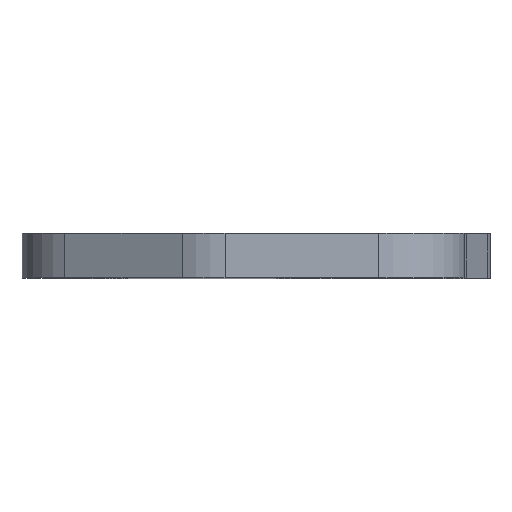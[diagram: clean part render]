
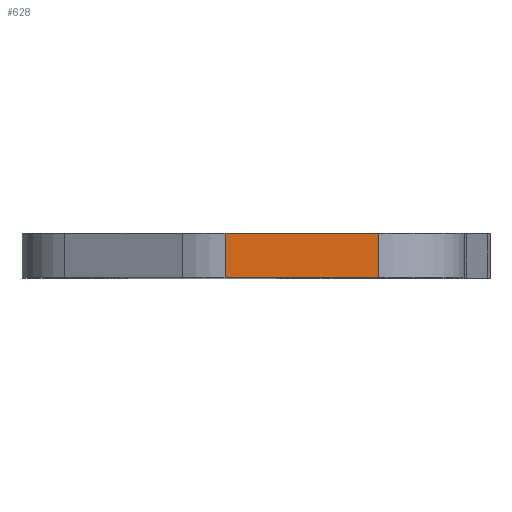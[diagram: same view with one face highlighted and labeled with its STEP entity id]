
A CAD part, top view. The second image highlights one B-rep face of the part: STEP entity #628.
In plain terms, the highlighted planar face has unit normal (0, 0, 1).
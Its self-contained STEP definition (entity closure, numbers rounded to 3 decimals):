
#43=PLANE('',#703);
#68=FACE_OUTER_BOUND('',#99,.T.);
#99=EDGE_LOOP('',(#484,#485,#486,#487));
#160=LINE('',#1027,#205);
#161=LINE('',#1030,#206);
#162=LINE('',#1032,#207);
#163=LINE('',#1033,#208);
#205=VECTOR('',#846,10.);
#206=VECTOR('',#849,10.);
#207=VECTOR('',#850,10.);
#208=VECTOR('',#851,10.);
#305=VERTEX_POINT('',#1023);
#306=VERTEX_POINT('',#1025);
#307=VERTEX_POINT('',#1029);
#308=VERTEX_POINT('',#1031);
#380=EDGE_CURVE('',#305,#306,#160,.T.);
#381=EDGE_CURVE('',#307,#305,#161,.T.);
#382=EDGE_CURVE('',#308,#306,#162,.T.);
#383=EDGE_CURVE('',#307,#308,#163,.T.);
#484=ORIENTED_EDGE('',*,*,#381,.T.);
#485=ORIENTED_EDGE('',*,*,#380,.T.);
#486=ORIENTED_EDGE('',*,*,#382,.F.);
#487=ORIENTED_EDGE('',*,*,#383,.F.);
#628=ADVANCED_FACE('',(#68),#43,.T.);
#703=AXIS2_PLACEMENT_3D('',#1028,#847,#848);
#846=DIRECTION('',(0.,1.,0.));
#847=DIRECTION('center_axis',(0.,0.,1.));
#848=DIRECTION('ref_axis',(1.,0.,0.));
#849=DIRECTION('',(1.,0.,0.));
#850=DIRECTION('',(1.,0.,0.));
#851=DIRECTION('',(0.,1.,0.));
#1023=CARTESIAN_POINT('',(448.,218.2,-50.5));
#1025=CARTESIAN_POINT('',(448.,224.2,-50.5));
#1027=CARTESIAN_POINT('',(448.,218.2,-50.5));
#1028=CARTESIAN_POINT('Origin',(427.33,218.2,-50.5));
#1029=CARTESIAN_POINT('',(427.33,218.2,-50.5));
#1030=CARTESIAN_POINT('',(427.33,218.2,-50.5));
#1031=CARTESIAN_POINT('',(427.33,224.2,-50.5));
#1032=CARTESIAN_POINT('',(427.33,224.2,-50.5));
#1033=CARTESIAN_POINT('',(427.33,218.2,-50.5));
